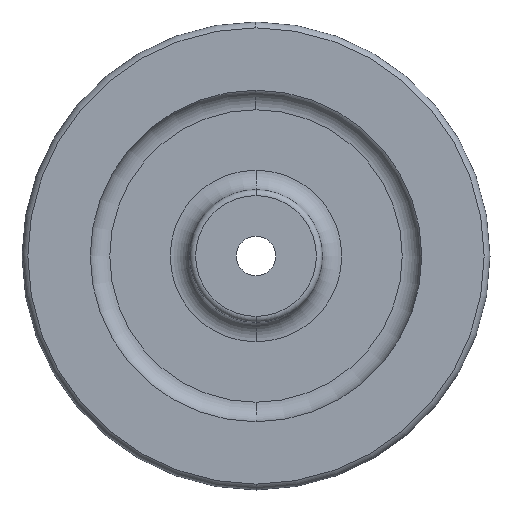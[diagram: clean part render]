
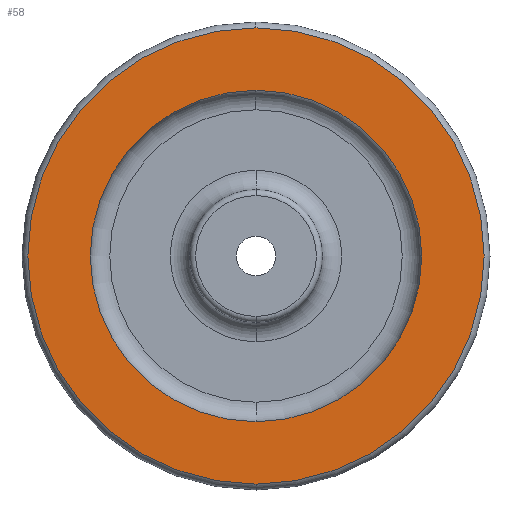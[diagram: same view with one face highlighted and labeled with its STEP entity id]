
A CAD part, left-side view. The second image highlights one B-rep face of the part: STEP entity #58.
In plain terms, the highlighted planar face has unit normal (-1, 0, 0).
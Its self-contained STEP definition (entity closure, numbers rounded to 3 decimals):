
#15 = CARTESIAN_POINT ( 'NONE',  ( -13.25, 0., 42.5 ) ) ;
#53 = CARTESIAN_POINT ( 'NONE',  ( -13.25, 0., 0. ) ) ;
#58 = ADVANCED_FACE ( 'NONE', ( #945, #1027 ), #131, .T. ) ;
#102 = VERTEX_POINT ( 'NONE', #907 ) ;
#131 = PLANE ( 'NONE',  #964 ) ;
#142 = CIRCLE ( 'NONE', #881, 42.5 ) ;
#184 = CARTESIAN_POINT ( 'NONE',  ( -13.25, 0., -58.499 ) ) ;
#187 = EDGE_CURVE ( 'NONE', #102, #555, #238, .T. ) ;
#189 = DIRECTION ( 'NONE',  ( 0., 0., 1. ) ) ;
#195 = CARTESIAN_POINT ( 'NONE',  ( -13.25, 0., 0. ) ) ;
#208 = DIRECTION ( 'NONE',  ( 1., 0., 0. ) ) ;
#213 = ORIENTED_EDGE ( 'NONE', *, *, #1004, .F. ) ;
#238 = CIRCLE ( 'NONE', #527, 58.499 ) ;
#265 = AXIS2_PLACEMENT_3D ( 'NONE', #737, #648, #826 ) ;
#278 = DIRECTION ( 'NONE',  ( 0., 0., -1. ) ) ;
#290 = CIRCLE ( 'NONE', #1052, 42.5 ) ;
#402 = VERTEX_POINT ( 'NONE', #493 ) ;
#470 = DIRECTION ( 'NONE',  ( 0., 0., -1. ) ) ;
#493 = CARTESIAN_POINT ( 'NONE',  ( -13.25, 0., -42.5 ) ) ;
#495 = CIRCLE ( 'NONE', #265, 58.499 ) ;
#527 = AXIS2_PLACEMENT_3D ( 'NONE', #195, #592, #278 ) ;
#555 = VERTEX_POINT ( 'NONE', #184 ) ;
#569 = EDGE_LOOP ( 'NONE', ( #631, #713 ) ) ;
#592 = DIRECTION ( 'NONE',  ( 1., 0., 0. ) ) ;
#598 = DIRECTION ( 'NONE',  ( -1., 0., 0. ) ) ;
#615 = DIRECTION ( 'NONE',  ( 1., 0., 0. ) ) ;
#631 = ORIENTED_EDGE ( 'NONE', *, *, #650, .T. ) ;
#648 = DIRECTION ( 'NONE',  ( 1., 0., 0. ) ) ;
#650 = EDGE_CURVE ( 'NONE', #402, #972, #290, .T. ) ;
#713 = ORIENTED_EDGE ( 'NONE', *, *, #728, .T. ) ;
#728 = EDGE_CURVE ( 'NONE', #972, #402, #142, .T. ) ;
#737 = CARTESIAN_POINT ( 'NONE',  ( -13.25, 0., 0. ) ) ;
#788 = CARTESIAN_POINT ( 'NONE',  ( -13.25, 58.499, 0. ) ) ;
#803 = CARTESIAN_POINT ( 'NONE',  ( -13.25, 0., 0. ) ) ;
#826 = DIRECTION ( 'NONE',  ( 0., 0., -1. ) ) ;
#845 = EDGE_LOOP ( 'NONE', ( #213, #895 ) ) ;
#881 = AXIS2_PLACEMENT_3D ( 'NONE', #803, #208, #470 ) ;
#895 = ORIENTED_EDGE ( 'NONE', *, *, #187, .F. ) ;
#907 = CARTESIAN_POINT ( 'NONE',  ( -13.25, 0., 58.499 ) ) ;
#940 = DIRECTION ( 'NONE',  ( 0., 0., -1. ) ) ;
#945 = FACE_BOUND ( 'NONE', #569, .T. ) ;
#964 = AXIS2_PLACEMENT_3D ( 'NONE', #788, #598, #189 ) ;
#972 = VERTEX_POINT ( 'NONE', #15 ) ;
#1004 = EDGE_CURVE ( 'NONE', #555, #102, #495, .T. ) ;
#1027 = FACE_OUTER_BOUND ( 'NONE', #845, .T. ) ;
#1052 = AXIS2_PLACEMENT_3D ( 'NONE', #53, #615, #940 ) ;
